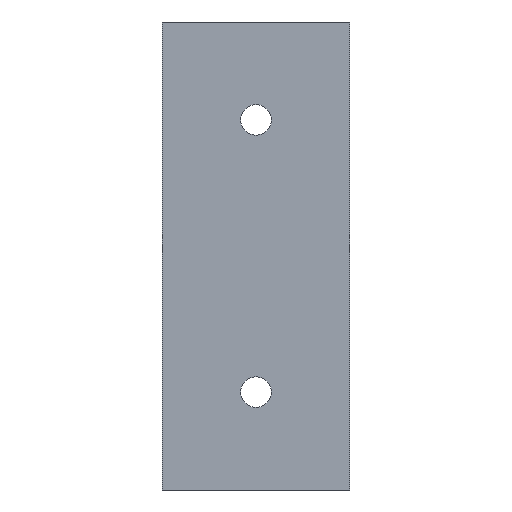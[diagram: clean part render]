
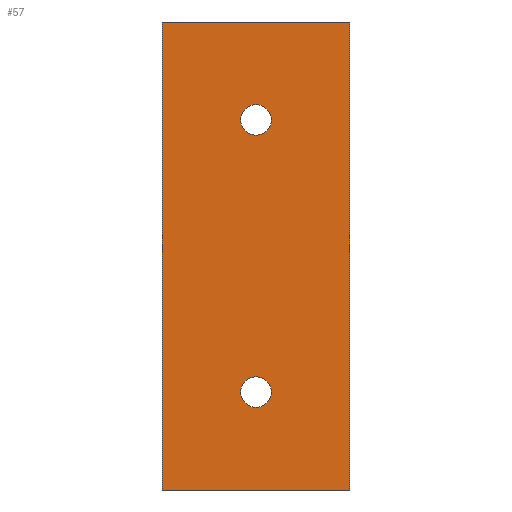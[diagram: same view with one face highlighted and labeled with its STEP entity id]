
A CAD part, front view. The second image highlights one B-rep face of the part: STEP entity #57.
In plain terms, the highlighted planar face has unit normal (0, -1, 0).
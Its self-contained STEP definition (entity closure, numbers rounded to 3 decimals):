
#5 = EDGE_CURVE ( 'NONE', #319, #65, #334, .T. ) ;
#18 = CIRCLE ( 'NONE', #139, 1.8 ) ;
#24 = ORIENTED_EDGE ( 'NONE', *, *, #5, .T. ) ;
#37 = VECTOR ( 'NONE', #416, 1000. ) ;
#40 = CARTESIAN_POINT ( 'NONE',  ( -11., 0., 0. ) ) ;
#44 = ORIENTED_EDGE ( 'NONE', *, *, #143, .T. ) ;
#47 = EDGE_CURVE ( 'NONE', #182, #528, #623, .T. ) ;
#55 = DIRECTION ( 'NONE',  ( 0., 0., 1. ) ) ;
#57 = ADVANCED_FACE ( 'NONE', ( #327, #184, #335 ), #279, .F. ) ;
#65 = VERTEX_POINT ( 'NONE', #582 ) ;
#68 = CARTESIAN_POINT ( 'NONE',  ( 0., 0., 45.3 ) ) ;
#77 = AXIS2_PLACEMENT_3D ( 'NONE', #240, #147, #105 ) ;
#81 = CARTESIAN_POINT ( 'NONE',  ( 0., 0., 13.3 ) ) ;
#98 = CARTESIAN_POINT ( 'NONE',  ( 0., 0., 11.5 ) ) ;
#103 = AXIS2_PLACEMENT_3D ( 'NONE', #98, #293, #485 ) ;
#105 = DIRECTION ( 'NONE',  ( -1., 0., 0. ) ) ;
#109 = LINE ( 'NONE', #252, #534 ) ;
#111 = ORIENTED_EDGE ( 'NONE', *, *, #117, .T. ) ;
#117 = EDGE_CURVE ( 'NONE', #301, #421, #314, .T. ) ;
#131 = CARTESIAN_POINT ( 'NONE',  ( -11., 0., 55. ) ) ;
#139 = AXIS2_PLACEMENT_3D ( 'NONE', #247, #444, #348 ) ;
#143 = EDGE_CURVE ( 'NONE', #543, #566, #614, .T. ) ;
#147 = DIRECTION ( 'NONE',  ( 0., 1., 0. ) ) ;
#155 = ORIENTED_EDGE ( 'NONE', *, *, #539, .T. ) ;
#171 = EDGE_CURVE ( 'NONE', #528, #65, #109, .T. ) ;
#173 = CARTESIAN_POINT ( 'NONE',  ( 0., 0., 11.5 ) ) ;
#182 = VERTEX_POINT ( 'NONE', #197 ) ;
#184 = FACE_BOUND ( 'NONE', #445, .T. ) ;
#197 = CARTESIAN_POINT ( 'NONE',  ( -11., 0., 55. ) ) ;
#226 = ORIENTED_EDGE ( 'NONE', *, *, #47, .F. ) ;
#240 = CARTESIAN_POINT ( 'NONE',  ( -11., 0., 55. ) ) ;
#247 = CARTESIAN_POINT ( 'NONE',  ( 0., 0., 43.5 ) ) ;
#252 = CARTESIAN_POINT ( 'NONE',  ( 11., 0., 55. ) ) ;
#268 = EDGE_CURVE ( 'NONE', #421, #301, #18, .T. ) ;
#279 = PLANE ( 'NONE',  #77 ) ;
#286 = DIRECTION ( 'NONE',  ( 1., 0., 0. ) ) ;
#288 = AXIS2_PLACEMENT_3D ( 'NONE', #343, #481, #55 ) ;
#293 = DIRECTION ( 'NONE',  ( 0., 1., 0. ) ) ;
#301 = VERTEX_POINT ( 'NONE', #68 ) ;
#307 = LINE ( 'NONE', #131, #37 ) ;
#314 = CIRCLE ( 'NONE', #288, 1.8 ) ;
#318 = DIRECTION ( 'NONE',  ( 0., 0., 1. ) ) ;
#319 = VERTEX_POINT ( 'NONE', #608 ) ;
#324 = EDGE_LOOP ( 'NONE', ( #155, #44 ) ) ;
#327 = FACE_BOUND ( 'NONE', #324, .T. ) ;
#334 = LINE ( 'NONE', #40, #573 ) ;
#335 = FACE_OUTER_BOUND ( 'NONE', #520, .T. ) ;
#343 = CARTESIAN_POINT ( 'NONE',  ( 0., 0., 43.5 ) ) ;
#348 = DIRECTION ( 'NONE',  ( 0., 0., 1. ) ) ;
#359 = ORIENTED_EDGE ( 'NONE', *, *, #377, .T. ) ;
#370 = CARTESIAN_POINT ( 'NONE',  ( 0., 0., 9.7 ) ) ;
#377 = EDGE_CURVE ( 'NONE', #182, #319, #307, .T. ) ;
#416 = DIRECTION ( 'NONE',  ( 0., 0., -1. ) ) ;
#417 = VECTOR ( 'NONE', #571, 1000. ) ;
#421 = VERTEX_POINT ( 'NONE', #464 ) ;
#431 = ORIENTED_EDGE ( 'NONE', *, *, #268, .T. ) ;
#444 = DIRECTION ( 'NONE',  ( 0., 1., 0. ) ) ;
#445 = EDGE_LOOP ( 'NONE', ( #111, #431 ) ) ;
#447 = DIRECTION ( 'NONE',  ( 0., 0., -1. ) ) ;
#463 = CARTESIAN_POINT ( 'NONE',  ( 11., 0., 55. ) ) ;
#464 = CARTESIAN_POINT ( 'NONE',  ( 0., 0., 41.7 ) ) ;
#481 = DIRECTION ( 'NONE',  ( 0., 1., 0. ) ) ;
#485 = DIRECTION ( 'NONE',  ( 0., 0., 1. ) ) ;
#520 = EDGE_LOOP ( 'NONE', ( #24, #554, #226, #359 ) ) ;
#528 = VERTEX_POINT ( 'NONE', #463 ) ;
#534 = VECTOR ( 'NONE', #447, 1000. ) ;
#539 = EDGE_CURVE ( 'NONE', #566, #543, #616, .T. ) ;
#543 = VERTEX_POINT ( 'NONE', #370 ) ;
#554 = ORIENTED_EDGE ( 'NONE', *, *, #171, .F. ) ;
#566 = VERTEX_POINT ( 'NONE', #81 ) ;
#571 = DIRECTION ( 'NONE',  ( 1., 0., 0. ) ) ;
#573 = VECTOR ( 'NONE', #286, 1000. ) ;
#574 = AXIS2_PLACEMENT_3D ( 'NONE', #173, #606, #318 ) ;
#582 = CARTESIAN_POINT ( 'NONE',  ( 11., 0., 0. ) ) ;
#606 = DIRECTION ( 'NONE',  ( 0., 1., 0. ) ) ;
#608 = CARTESIAN_POINT ( 'NONE',  ( -11., 0., 0. ) ) ;
#614 = CIRCLE ( 'NONE', #103, 1.8 ) ;
#616 = CIRCLE ( 'NONE', #574, 1.8 ) ;
#623 = LINE ( 'NONE', #627, #417 ) ;
#627 = CARTESIAN_POINT ( 'NONE',  ( -11., 0., 55. ) ) ;
